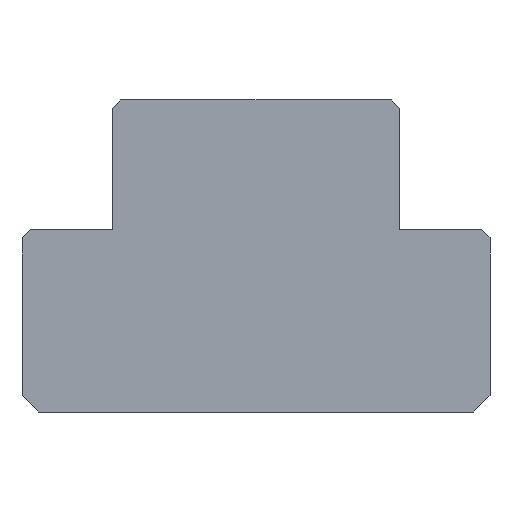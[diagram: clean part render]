
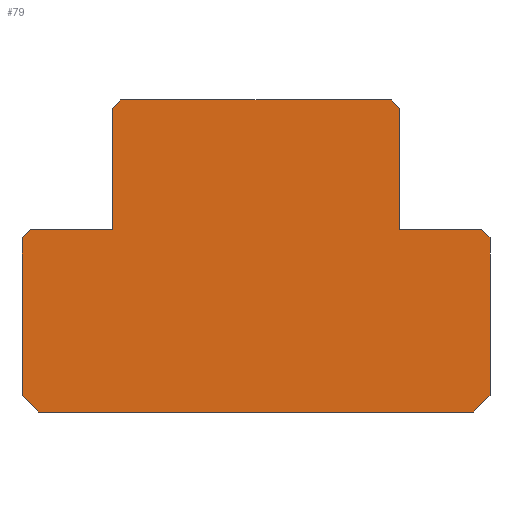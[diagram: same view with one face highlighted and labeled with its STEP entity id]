
A CAD part, front view. The second image highlights one B-rep face of the part: STEP entity #79.
In plain terms, the highlighted planar face has unit normal (0, -1, 0).
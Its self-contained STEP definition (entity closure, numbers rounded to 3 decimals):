
#79 = ADVANCED_FACE( '', ( #100 ), #101, .F. );
#100 = FACE_OUTER_BOUND( '', #132, .T. );
#101 = PLANE( '', #133 );
#132 = EDGE_LOOP( '', ( #194, #195, #196, #197, #198, #199, #200, #201, #202, #203, #204, #205, #206, #207 ) );
#133 = AXIS2_PLACEMENT_3D( '', #208, #209, #210 );
#194 = ORIENTED_EDGE( '', *, *, #310, .F. );
#195 = ORIENTED_EDGE( '', *, *, #311, .T. );
#196 = ORIENTED_EDGE( '', *, *, #308, .F. );
#197 = ORIENTED_EDGE( '', *, *, #306, .F. );
#198 = ORIENTED_EDGE( '', *, *, #312, .T. );
#199 = ORIENTED_EDGE( '', *, *, #288, .F. );
#200 = ORIENTED_EDGE( '', *, *, #313, .T. );
#201 = ORIENTED_EDGE( '', *, *, #314, .F. );
#202 = ORIENTED_EDGE( '', *, *, #315, .T. );
#203 = ORIENTED_EDGE( '', *, *, #316, .F. );
#204 = ORIENTED_EDGE( '', *, *, #317, .T. );
#205 = ORIENTED_EDGE( '', *, *, #318, .F. );
#206 = ORIENTED_EDGE( '', *, *, #319, .F. );
#207 = ORIENTED_EDGE( '', *, *, #320, .T. );
#208 = CARTESIAN_POINT( '', ( -14.25, -15., 19. ) );
#209 = DIRECTION( '', ( 0., 1., 0. ) );
#210 = DIRECTION( '', ( 0., 0., 1. ) );
#288 = EDGE_CURVE( '', #330, #331, #332, .T. );
#306 = EDGE_CURVE( '', #363, #365, #366, .T. );
#308 = EDGE_CURVE( '', #365, #368, #369, .T. );
#310 = EDGE_CURVE( '', #371, #372, #373, .T. );
#311 = EDGE_CURVE( '', #371, #368, #374, .F. );
#312 = EDGE_CURVE( '', #363, #331, #375, .F. );
#313 = EDGE_CURVE( '', #330, #376, #377, .F. );
#314 = EDGE_CURVE( '', #378, #376, #379, .T. );
#315 = EDGE_CURVE( '', #378, #380, #381, .F. );
#316 = EDGE_CURVE( '', #382, #380, #383, .T. );
#317 = EDGE_CURVE( '', #382, #384, #385, .F. );
#318 = EDGE_CURVE( '', #386, #384, #387, .T. );
#319 = EDGE_CURVE( '', #388, #386, #389, .T. );
#320 = EDGE_CURVE( '', #388, #372, #390, .F. );
#330 = VERTEX_POINT( '', #400 );
#331 = VERTEX_POINT( '', #401 );
#332 = LINE( '', #402, #403 );
#363 = VERTEX_POINT( '', #450 );
#365 = VERTEX_POINT( '', #453 );
#366 = LINE( '', #454, #455 );
#368 = VERTEX_POINT( '', #458 );
#369 = LINE( '', #459, #460 );
#371 = VERTEX_POINT( '', #463 );
#372 = VERTEX_POINT( '', #464 );
#373 = LINE( '', #465, #466 );
#374 = LINE( '', #467, #468 );
#375 = LINE( '', #469, #470 );
#376 = VERTEX_POINT( '', #471 );
#377 = LINE( '', #472, #473 );
#378 = VERTEX_POINT( '', #474 );
#379 = LINE( '', #475, #476 );
#380 = VERTEX_POINT( '', #477 );
#381 = LINE( '', #478, #479 );
#382 = VERTEX_POINT( '', #480 );
#383 = LINE( '', #481, #482 );
#384 = VERTEX_POINT( '', #483 );
#385 = LINE( '', #484, #485 );
#386 = VERTEX_POINT( '', #486 );
#387 = LINE( '', #487, #488 );
#388 = VERTEX_POINT( '', #489 );
#389 = LINE( '', #490, #491 );
#390 = LINE( '', #492, #493 );
#400 = CARTESIAN_POINT( '', ( -14.25, -15., 1. ) );
#401 = CARTESIAN_POINT( '', ( -14.25, -15., 10.6 ) );
#402 = CARTESIAN_POINT( '', ( -14.25, -15., 0. ) );
#403 = VECTOR( '', #512, 1000. );
#450 = CARTESIAN_POINT( '', ( -13.75, -15., 11.1 ) );
#453 = CARTESIAN_POINT( '', ( -8.75, -15., 11.1 ) );
#454 = CARTESIAN_POINT( '', ( -14.25, -15., 11.1 ) );
#455 = VECTOR( '', #530, 1000. );
#458 = CARTESIAN_POINT( '', ( -8.75, -15., 18.5 ) );
#459 = CARTESIAN_POINT( '', ( -8.75, -15., 11.1 ) );
#460 = VECTOR( '', #532, 1000. );
#463 = CARTESIAN_POINT( '', ( -8.25, -15., 19. ) );
#464 = CARTESIAN_POINT( '', ( 8.25, -15., 19. ) );
#465 = CARTESIAN_POINT( '', ( -8.75, -15., 19. ) );
#466 = VECTOR( '', #534, 1000. );
#467 = CARTESIAN_POINT( '', ( -8.75, -15., 18.5 ) );
#468 = VECTOR( '', #535, 1000. );
#469 = CARTESIAN_POINT( '', ( -14.25, -15., 10.6 ) );
#470 = VECTOR( '', #536, 1000. );
#471 = CARTESIAN_POINT( '', ( -13.25, -15., 0. ) );
#472 = CARTESIAN_POINT( '', ( -13.25, -15., 0. ) );
#473 = VECTOR( '', #537, 1000. );
#474 = CARTESIAN_POINT( '', ( 13.25, -15., 0. ) );
#475 = CARTESIAN_POINT( '', ( 14.25, -15., 0. ) );
#476 = VECTOR( '', #538, 1000. );
#477 = CARTESIAN_POINT( '', ( 14.25, -15., 1. ) );
#478 = CARTESIAN_POINT( '', ( 14.25, -15., 1. ) );
#479 = VECTOR( '', #539, 1000. );
#480 = CARTESIAN_POINT( '', ( 14.25, -15., 10.6 ) );
#481 = CARTESIAN_POINT( '', ( 14.25, -15., 11.1 ) );
#482 = VECTOR( '', #540, 1000. );
#483 = CARTESIAN_POINT( '', ( 13.75, -15., 11.1 ) );
#484 = CARTESIAN_POINT( '', ( 13.75, -15., 11.1 ) );
#485 = VECTOR( '', #541, 1000. );
#486 = CARTESIAN_POINT( '', ( 8.75, -15., 11.1 ) );
#487 = CARTESIAN_POINT( '', ( 8.75, -15., 11.1 ) );
#488 = VECTOR( '', #542, 1000. );
#489 = CARTESIAN_POINT( '', ( 8.75, -15., 18.5 ) );
#490 = CARTESIAN_POINT( '', ( 8.75, -15., 19. ) );
#491 = VECTOR( '', #543, 1000. );
#492 = CARTESIAN_POINT( '', ( 8.25, -15., 19. ) );
#493 = VECTOR( '', #544, 1000. );
#512 = DIRECTION( '', ( 0., 0., 1. ) );
#530 = DIRECTION( '', ( 1., 0., 0. ) );
#532 = DIRECTION( '', ( 0., 0., 1. ) );
#534 = DIRECTION( '', ( 1., 0., 0. ) );
#535 = DIRECTION( '', ( 0.707, 0., 0.707 ) );
#536 = DIRECTION( '', ( 0.707, 0., 0.707 ) );
#537 = DIRECTION( '', ( -0.707, 0., 0.707 ) );
#538 = DIRECTION( '', ( -1., 0., 0. ) );
#539 = DIRECTION( '', ( -0.707, 0., -0.707 ) );
#540 = DIRECTION( '', ( 0., 0., -1. ) );
#541 = DIRECTION( '', ( 0.707, 0., -0.707 ) );
#542 = DIRECTION( '', ( 1., 0., 0. ) );
#543 = DIRECTION( '', ( 0., 0., -1. ) );
#544 = DIRECTION( '', ( 0.707, 0., -0.707 ) );
